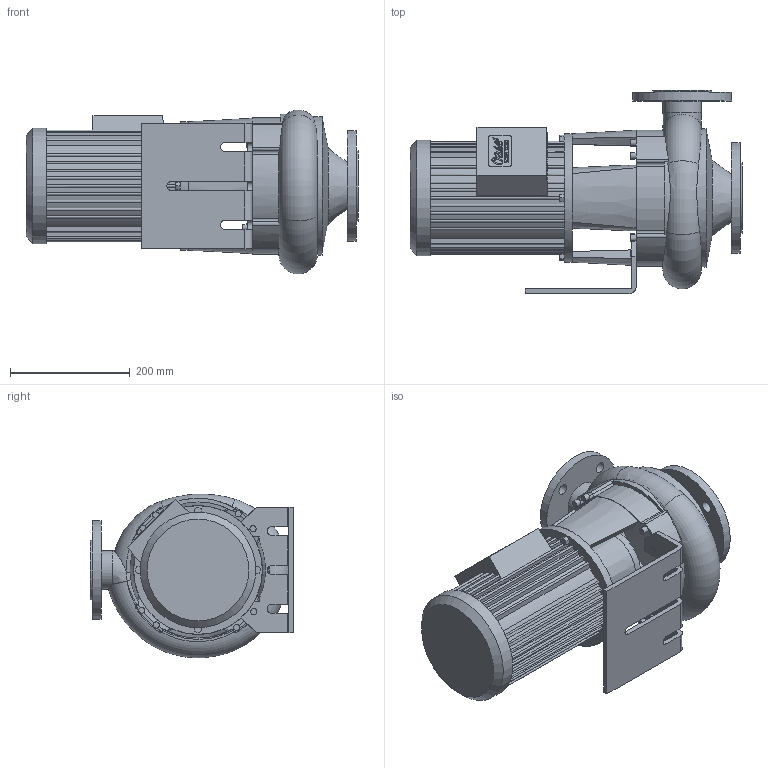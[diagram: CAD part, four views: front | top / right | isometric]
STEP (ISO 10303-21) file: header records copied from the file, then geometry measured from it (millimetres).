
FILE_DESCRIPTION(/* description */ (''),/* implementation_level */ '2;1');
FILE_NAME(/* name */ '45306_KRP.stp',/* time_stamp */ '2016-06-17T10:37:46+02:00',/* author */ ('guzb562'),/* organization */ (''),/* preprocessor_version */ 'ST-DEVELOPER v16.1',/* originating_system */ 'Autodesk Inventor 2016',/* authorisation */ '');
FILE_SCHEMA (('AUTOMOTIVE_DESIGN { 1 0 10303 214 3 1 1 }'));
Length unit declared in the file: millimetre
Products named in the file (1): 45306_KRP
Bounding box: 555 x 340 x 273.86 mm (x, y, z)
Volume: 15294931.1 mm3; surface area: 998537.3 mm2
Topology: 1 solids, 2 shells, 593 faces, 1692 edges, 1123 vertices
Faces by surface type: plane 303, cylinder 180, bspline 96, torus 10, cone 4
Full cylindrical faces by diameter (mm): 10 x1, 10.431 x7, 18 x4, 19 x4, 60.3 x1, 64.3 x1, 76.1 x1, 99 x1, 110 x1, 118 x1, 165 x1, 185 x1, 193 x1, 215 x1, 231 x2, 240 x1
Entity records: 21005 total; most frequent: CARTESIAN_POINT 6059, ORIENTED_EDGE 3292, DIRECTION 2757, EDGE_CURVE 1646, VERTEX_POINT 1114, LINE 993, VECTOR 993, AXIS2_PLACEMENT_3D 882
